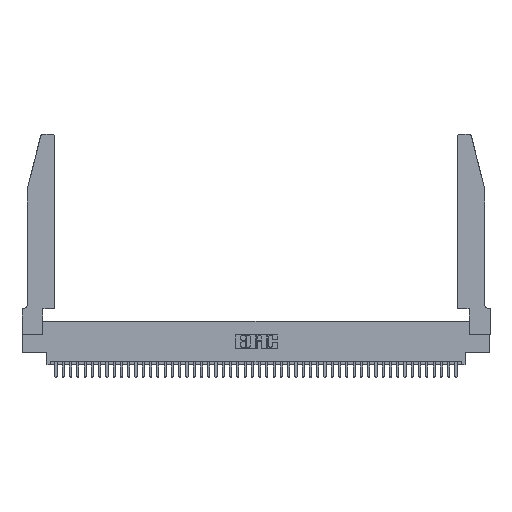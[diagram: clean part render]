
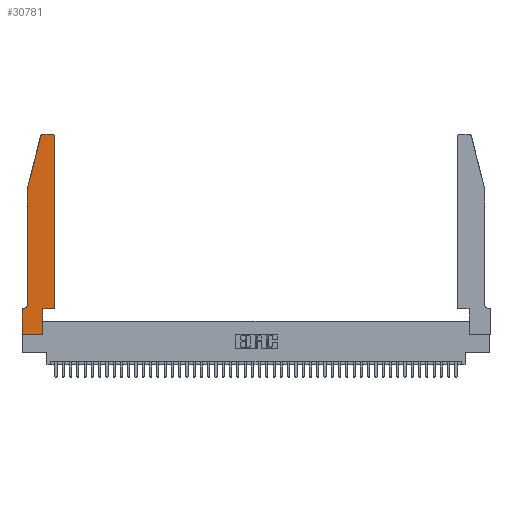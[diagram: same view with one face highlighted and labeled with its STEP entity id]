
A CAD part, top view. The second image highlights one B-rep face of the part: STEP entity #30781.
In plain terms, the highlighted planar face has unit normal (0, 0, 1).
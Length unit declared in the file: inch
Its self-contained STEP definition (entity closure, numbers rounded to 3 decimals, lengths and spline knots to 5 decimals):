
#699 = EDGE_LOOP ( 'NONE', ( #35533, #8254, #16457, #30432, #40508, #913, #11212, #41710, #36431, #5691, #33903, #10914 ) ) ;
#913 = ORIENTED_EDGE ( 'NONE', *, *, #19462, .T. ) ;
#1014 = VECTOR ( 'NONE', #20585, 39.37008 ) ;
#1173 = AXIS2_PLACEMENT_3D ( 'NONE', #18197, #22180, #14700 ) ;
#1408 = LINE ( 'NONE', #5715, #38989 ) ;
#2082 = EDGE_CURVE ( 'NONE', #18908, #11889, #38738, .T. ) ;
#5102 = CARTESIAN_POINT ( 'NONE',  ( 0.4505, 0.35, 0.37 ) ) ;
#5289 = DIRECTION ( 'NONE',  ( 0., -1., 0. ) ) ;
#5691 = ORIENTED_EDGE ( 'NONE', *, *, #23910, .T. ) ;
#5715 = CARTESIAN_POINT ( 'NONE',  ( 0.0755, 2., 0.37 ) ) ;
#5783 = VERTEX_POINT ( 'NONE', #20622 ) ;
#5908 = VERTEX_POINT ( 'NONE', #29260 ) ;
#6329 = DIRECTION ( 'NONE',  ( 1., 0., 0. ) ) ;
#6490 = EDGE_CURVE ( 'NONE', #5908, #14840, #23082, .T. ) ;
#6895 = DIRECTION ( 'NONE',  ( 1., 0., 0. ) ) ;
#8254 = ORIENTED_EDGE ( 'NONE', *, *, #18898, .T. ) ;
#8613 = VECTOR ( 'NONE', #22378, 39.37008 ) ;
#8646 = AXIS2_PLACEMENT_3D ( 'NONE', #24346, #21155, #6329 ) ;
#9677 = CARTESIAN_POINT ( 'NONE',  ( 0.4205, 2.75, 0.37 ) ) ;
#9954 = VECTOR ( 'NONE', #6895, 39.37008 ) ;
#10836 = VECTOR ( 'NONE', #5289, 39.37008 ) ;
#10914 = ORIENTED_EDGE ( 'NONE', *, *, #32836, .T. ) ;
#11070 = VECTOR ( 'NONE', #27285, 39.37008 ) ;
#11212 = ORIENTED_EDGE ( 'NONE', *, *, #34432, .T. ) ;
#11889 = VERTEX_POINT ( 'NONE', #31129 ) ;
#12033 = CARTESIAN_POINT ( 'NONE',  ( 0.2865, 0., 0.37 ) ) ;
#13156 = DIRECTION ( 'NONE',  ( 0., 0., 1. ) ) ;
#14700 = DIRECTION ( 'NONE',  ( -1., 0., 0. ) ) ;
#14840 = VERTEX_POINT ( 'NONE', #39387 ) ;
#15378 = DIRECTION ( 'NONE',  ( 1., 0., 0. ) ) ;
#15757 = AXIS2_PLACEMENT_3D ( 'NONE', #31436, #13156, #20494 ) ;
#16319 = EDGE_CURVE ( 'NONE', #5783, #18908, #1408, .T. ) ;
#16457 = ORIENTED_EDGE ( 'NONE', *, *, #16319, .T. ) ;
#17413 = CARTESIAN_POINT ( 'NONE',  ( 0., 0.35, 0.37 ) ) ;
#17719 = DIRECTION ( 'NONE',  ( -0.239, -0.971, 0. ) ) ;
#18197 = CARTESIAN_POINT ( 'NONE',  ( 0.0055, 0.42, 0.37 ) ) ;
#18615 = EDGE_CURVE ( 'NONE', #39568, #44505, #41541, .T. ) ;
#18898 = EDGE_CURVE ( 'NONE', #44505, #5783, #27915, .T. ) ;
#18908 = VERTEX_POINT ( 'NONE', #31781 ) ;
#19462 = EDGE_CURVE ( 'NONE', #40706, #33315, #39221, .T. ) ;
#20206 = EDGE_CURVE ( 'NONE', #25218, #23756, #40849, .T. ) ;
#20494 = DIRECTION ( 'NONE',  ( 1., 0., 0. ) ) ;
#20585 = DIRECTION ( 'NONE',  ( 0., 1., 0. ) ) ;
#20622 = CARTESIAN_POINT ( 'NONE',  ( 0.25487, 2.72718, 0.37 ) ) ;
#20718 = DIRECTION ( 'NONE',  ( -1., 0., 0. ) ) ;
#21155 = DIRECTION ( 'NONE',  ( 0., 0., 1. ) ) ;
#22180 = DIRECTION ( 'NONE',  ( 0., 0., -1. ) ) ;
#22378 = DIRECTION ( 'NONE',  ( 0., -1., 0. ) ) ;
#22543 = CARTESIAN_POINT ( 'NONE',  ( 0., 0., 0.37 ) ) ;
#23082 = LINE ( 'NONE', #5102, #11070 ) ;
#23756 = VERTEX_POINT ( 'NONE', #42544 ) ;
#23910 = EDGE_CURVE ( 'NONE', #23756, #5908, #32131, .T. ) ;
#24346 = CARTESIAN_POINT ( 'NONE',  ( 0.284, 2.72, 0.37 ) ) ;
#24454 = DIRECTION ( 'NONE',  ( 1., 0., 0. ) ) ;
#24770 = PLANE ( 'NONE',  #36314 ) ;
#25218 = VERTEX_POINT ( 'NONE', #12033 ) ;
#26321 = CIRCLE ( 'NONE', #1173, 0.07 ) ;
#27285 = DIRECTION ( 'NONE',  ( 0., 1., 0. ) ) ;
#27381 = VECTOR ( 'NONE', #32789, 39.37008 ) ;
#27915 = CIRCLE ( 'NONE', #8646, 0.03 ) ;
#28348 = CARTESIAN_POINT ( 'NONE',  ( 0.284, 2.75, 0.37 ) ) ;
#28726 = CARTESIAN_POINT ( 'NONE',  ( 0.4505, 0.35, 0.37 ) ) ;
#28982 = CARTESIAN_POINT ( 'NONE',  ( 0., 0., 0.37 ) ) ;
#29260 = CARTESIAN_POINT ( 'NONE',  ( 0.4505, 0.35, 0.37 ) ) ;
#30432 = ORIENTED_EDGE ( 'NONE', *, *, #2082, .T. ) ;
#30781 = ADVANCED_FACE ( 'NONE', ( #32401 ), #24770, .T. ) ;
#31129 = CARTESIAN_POINT ( 'NONE',  ( 0.0755, 0.42, 0.37 ) ) ;
#31436 = CARTESIAN_POINT ( 'NONE',  ( 0.4205, 2.72, 0.37 ) ) ;
#31781 = CARTESIAN_POINT ( 'NONE',  ( 0.0755, 2., 0.37 ) ) ;
#31962 = VECTOR ( 'NONE', #15378, 39.37008 ) ;
#32131 = LINE ( 'NONE', #28726, #9954 ) ;
#32401 = FACE_OUTER_BOUND ( 'NONE', #699, .T. ) ;
#32789 = DIRECTION ( 'NONE',  ( -1., 0., 0. ) ) ;
#32836 = EDGE_CURVE ( 'NONE', #14840, #39568, #33279, .T. ) ;
#33279 = CIRCLE ( 'NONE', #15757, 0.03 ) ;
#33315 = VERTEX_POINT ( 'NONE', #41375 ) ;
#33472 = CARTESIAN_POINT ( 'NONE',  ( 0., 0., 0.37 ) ) ;
#33743 = CARTESIAN_POINT ( 'NONE',  ( 0.0755, 2., 0.37 ) ) ;
#33811 = VERTEX_POINT ( 'NONE', #28982 ) ;
#33903 = ORIENTED_EDGE ( 'NONE', *, *, #6490, .T. ) ;
#34041 = CARTESIAN_POINT ( 'NONE',  ( 0.0055, 0.35, 0.37 ) ) ;
#34432 = EDGE_CURVE ( 'NONE', #33315, #33811, #43297, .T. ) ;
#34436 = EDGE_CURVE ( 'NONE', #33811, #25218, #35372, .T. ) ;
#34956 = EDGE_CURVE ( 'NONE', #11889, #40706, #26321, .T. ) ;
#35299 = CARTESIAN_POINT ( 'NONE',  ( 0.0755, 0.35, 0.37 ) ) ;
#35372 = LINE ( 'NONE', #33472, #31962 ) ;
#35533 = ORIENTED_EDGE ( 'NONE', *, *, #18615, .T. ) ;
#36314 = AXIS2_PLACEMENT_3D ( 'NONE', #17413, #42683, #24454 ) ;
#36431 = ORIENTED_EDGE ( 'NONE', *, *, #20206, .T. ) ;
#38662 = CARTESIAN_POINT ( 'NONE',  ( 0.2865, 0.35, 0.37 ) ) ;
#38738 = LINE ( 'NONE', #33743, #10836 ) ;
#38989 = VECTOR ( 'NONE', #17719, 39.37008 ) ;
#39221 = LINE ( 'NONE', #35299, #42595 ) ;
#39387 = CARTESIAN_POINT ( 'NONE',  ( 0.4505, 2.72, 0.37 ) ) ;
#39568 = VERTEX_POINT ( 'NONE', #9677 ) ;
#40508 = ORIENTED_EDGE ( 'NONE', *, *, #34956, .T. ) ;
#40706 = VERTEX_POINT ( 'NONE', #34041 ) ;
#40849 = LINE ( 'NONE', #38662, #1014 ) ;
#41375 = CARTESIAN_POINT ( 'NONE',  ( 0., 0.35, 0.37 ) ) ;
#41541 = LINE ( 'NONE', #45977, #27381 ) ;
#41710 = ORIENTED_EDGE ( 'NONE', *, *, #34436, .T. ) ;
#42544 = CARTESIAN_POINT ( 'NONE',  ( 0.2865, 0.35, 0.37 ) ) ;
#42595 = VECTOR ( 'NONE', #20718, 39.37008 ) ;
#42683 = DIRECTION ( 'NONE',  ( 0., 0., 1. ) ) ;
#43297 = LINE ( 'NONE', #22543, #8613 ) ;
#44505 = VERTEX_POINT ( 'NONE', #28348 ) ;
#45977 = CARTESIAN_POINT ( 'NONE',  ( 0.2605, 2.75, 0.37 ) ) ;
